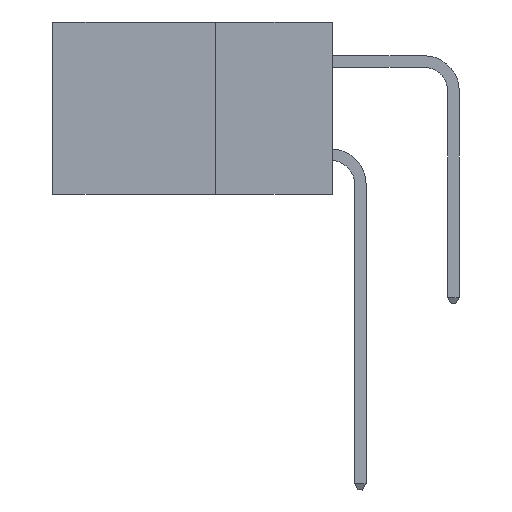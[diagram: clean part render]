
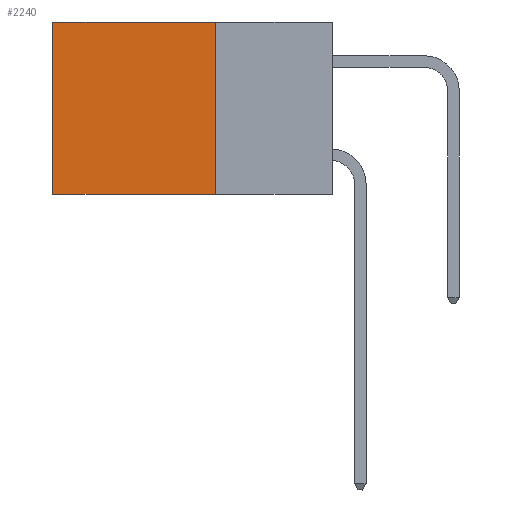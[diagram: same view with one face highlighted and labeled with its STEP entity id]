
A CAD part, left-side view. The second image highlights one B-rep face of the part: STEP entity #2240.
In plain terms, the highlighted planar face has unit normal (-1, 0, 0).
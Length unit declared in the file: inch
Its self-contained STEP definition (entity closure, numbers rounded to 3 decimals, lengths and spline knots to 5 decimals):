
#359 = VERTEX_POINT ( 'NONE', #13543 ) ;
#568 = VECTOR ( 'NONE', #596, 39.37008 ) ;
#596 = DIRECTION ( 'NONE',  ( 0., 0., -1. ) ) ;
#870 = EDGE_CURVE ( 'NONE', #5838, #7063, #964, .T. ) ;
#964 = LINE ( 'NONE', #3490, #10269 ) ;
#1352 = CARTESIAN_POINT ( 'NONE',  ( 0.2615, 0.25, -0.37 ) ) ;
#2043 = EDGE_CURVE ( 'NONE', #10537, #7063, #7755, .T. ) ;
#2186 = EDGE_LOOP ( 'NONE', ( #4725, #13310, #11388, #12821 ) ) ;
#2240 = ADVANCED_FACE ( 'NONE', ( #14842 ), #16026, .F. ) ;
#2462 = DIRECTION ( 'NONE',  ( 0., 0., -1. ) ) ;
#3453 = DIRECTION ( 'NONE',  ( 0., 0., -1. ) ) ;
#3490 = CARTESIAN_POINT ( 'NONE',  ( 0.2615, 0.25, -0.37 ) ) ;
#3727 = CARTESIAN_POINT ( 'NONE',  ( 0.2615, 0.6, -0.37 ) ) ;
#4573 = EDGE_CURVE ( 'NONE', #359, #10537, #16479, .T. ) ;
#4725 = ORIENTED_EDGE ( 'NONE', *, *, #2043, .T. ) ;
#4836 = CARTESIAN_POINT ( 'NONE',  ( 0.2615, 0.25, 0. ) ) ;
#4996 = DIRECTION ( 'NONE',  ( 0., 1., 0. ) ) ;
#5508 = CARTESIAN_POINT ( 'NONE',  ( 0.2615, 0.6, -0.37 ) ) ;
#5838 = VERTEX_POINT ( 'NONE', #1352 ) ;
#7063 = VERTEX_POINT ( 'NONE', #5508 ) ;
#7755 = LINE ( 'NONE', #3727, #16164 ) ;
#8245 = LINE ( 'NONE', #12220, #568 ) ;
#8413 = CARTESIAN_POINT ( 'NONE',  ( 0.2615, 0.25, -0.37 ) ) ;
#9998 = EDGE_CURVE ( 'NONE', #359, #5838, #8245, .T. ) ;
#10269 = VECTOR ( 'NONE', #14019, 39.37008 ) ;
#10537 = VERTEX_POINT ( 'NONE', #12439 ) ;
#11388 = ORIENTED_EDGE ( 'NONE', *, *, #9998, .F. ) ;
#11527 = VECTOR ( 'NONE', #4996, 39.37008 ) ;
#12220 = CARTESIAN_POINT ( 'NONE',  ( 0.2615, 0.25, -0.37 ) ) ;
#12439 = CARTESIAN_POINT ( 'NONE',  ( 0.2615, 0.6, 0. ) ) ;
#12821 = ORIENTED_EDGE ( 'NONE', *, *, #4573, .T. ) ;
#13310 = ORIENTED_EDGE ( 'NONE', *, *, #870, .F. ) ;
#13543 = CARTESIAN_POINT ( 'NONE',  ( 0.2615, 0.25, 0. ) ) ;
#14019 = DIRECTION ( 'NONE',  ( 0., 1., 0. ) ) ;
#14764 = DIRECTION ( 'NONE',  ( 1., 0., 0. ) ) ;
#14842 = FACE_OUTER_BOUND ( 'NONE', #2186, .T. ) ;
#16026 = PLANE ( 'NONE',  #16516 ) ;
#16164 = VECTOR ( 'NONE', #2462, 39.37008 ) ;
#16479 = LINE ( 'NONE', #4836, #11527 ) ;
#16516 = AXIS2_PLACEMENT_3D ( 'NONE', #8413, #14764, #3453 ) ;
